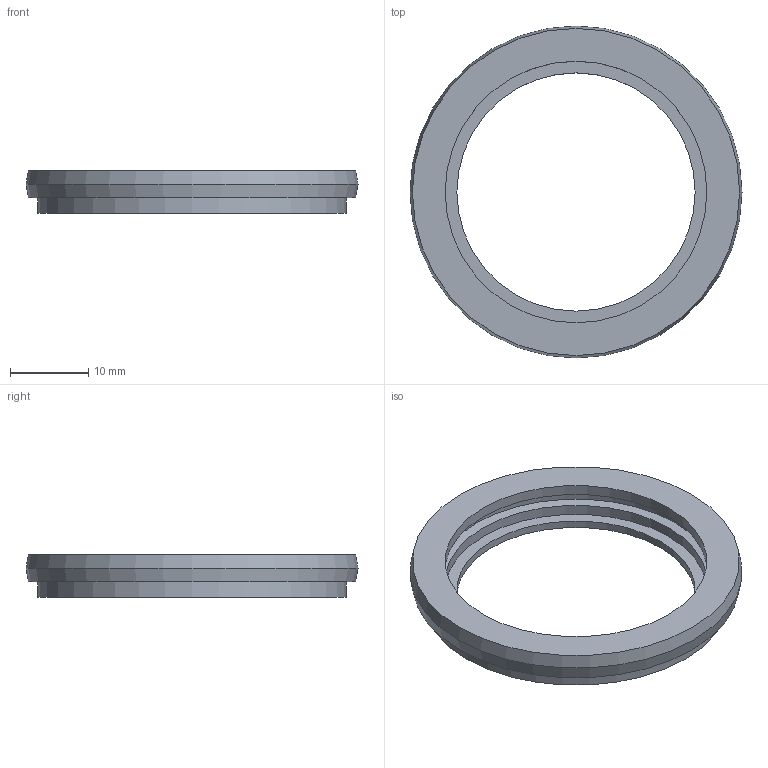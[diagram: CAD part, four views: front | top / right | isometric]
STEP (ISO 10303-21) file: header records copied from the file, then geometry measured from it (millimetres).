
FILE_DESCRIPTION(/* description */ (''),/* implementation_level */ '2;1');
FILE_NAME(/* name */ '395040000.stp',/* time_stamp */ '2021-01-21T10:41:37',/* author */ ('LRA'),/* organization */ ('REGO-FIX'),/* preprocessor_version */ ' Unknown',/* originating_system */ 'SIEMENS PLM Software Solid Edge ST10',/* authorization */ 'Unknown');
FILE_SCHEMA (('AUTOMOTIVE_DESIGN { 1 0 10303 214 2 1 1}'));
Length unit declared in the file: millimetre
Products named in the file (1): 0016180
Bounding box: 42.5 x 42.5 x 5.5 mm (x, y, z)
Volume: 2427.9 mm3; surface area: 2845.6 mm2
Topology: 1 solids, 1 shells, 13 faces, 22 edges, 13 vertices
Faces by surface type: cylinder 5, plane 4, cone 4
Full cylindrical faces by diameter (mm): 30.5 x1, 33.5 x2, 36 x1, 39.5 x1
Entity records: 304 total; most frequent: DIRECTION 56, CARTESIAN_POINT 41, AXIS2_PLACEMENT_3D 28, ORIENTED_EDGE 26, EDGE_LOOP 26, FACE_BOUND 26, EDGE_CURVE 13, VERTEX_POINT 13
